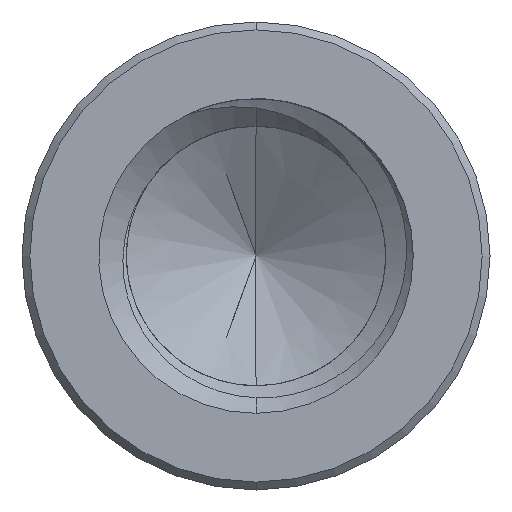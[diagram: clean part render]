
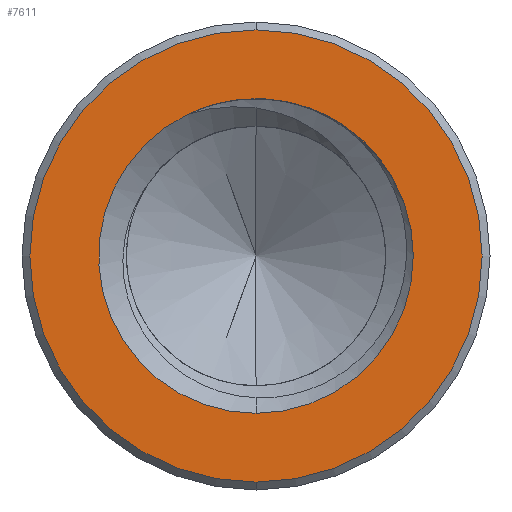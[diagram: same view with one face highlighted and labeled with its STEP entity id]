
A CAD part, front view. The second image highlights one B-rep face of the part: STEP entity #7611.
In plain terms, the highlighted planar face has unit normal (0, -1, 0).
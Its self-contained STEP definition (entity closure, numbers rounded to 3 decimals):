
#76 = EDGE_LOOP ( 'NONE', ( #7106, #4408 ) ) ;
#917 = CIRCLE ( 'NONE', #9167, 2.875 ) ;
#927 = CARTESIAN_POINT ( 'NONE',  ( 0., -16., -2. ) ) ;
#1106 = EDGE_CURVE ( 'NONE', #6042, #9069, #2298, .T. ) ;
#1817 = AXIS2_PLACEMENT_3D ( 'NONE', #8553, #6378, #2192 ) ;
#2138 = DIRECTION ( 'NONE',  ( 0., -1., 0. ) ) ;
#2192 = DIRECTION ( 'NONE',  ( 0., 0., 1. ) ) ;
#2238 = VERTEX_POINT ( 'NONE', #7762 ) ;
#2298 = CIRCLE ( 'NONE', #2388, 2. ) ;
#2306 = DIRECTION ( 'NONE',  ( 0., -1., 0. ) ) ;
#2334 = CARTESIAN_POINT ( 'NONE',  ( 0., -16., 0. ) ) ;
#2388 = AXIS2_PLACEMENT_3D ( 'NONE', #4046, #6976, #9038 ) ;
#3075 = CARTESIAN_POINT ( 'NONE',  ( 0., -16., 2.875 ) ) ;
#3175 = DIRECTION ( 'NONE',  ( 0., 1., 0. ) ) ;
#3295 = CARTESIAN_POINT ( 'NONE',  ( -0.874, -16., 1.799 ) ) ;
#3493 = AXIS2_PLACEMENT_3D ( 'NONE', #8833, #2306, #8745 ) ;
#3552 = CIRCLE ( 'NONE', #3493, 2.875 ) ;
#3863 = VERTEX_POINT ( 'NONE', #3075 ) ;
#4046 = CARTESIAN_POINT ( 'NONE',  ( 0., -16., 0. ) ) ;
#4137 = AXIS2_PLACEMENT_3D ( 'NONE', #5665, #4168, #8520 ) ;
#4168 = DIRECTION ( 'NONE',  ( 0., 1., 0. ) ) ;
#4289 = CARTESIAN_POINT ( 'NONE',  ( 0., -16., 0. ) ) ;
#4408 = ORIENTED_EDGE ( 'NONE', *, *, #4569, .T. ) ;
#4569 = EDGE_CURVE ( 'NONE', #5667, #3863, #917, .T. ) ;
#4617 = EDGE_CURVE ( 'NONE', #9069, #2238, #4660, .T. ) ;
#4660 = CIRCLE ( 'NONE', #1817, 2. ) ;
#4805 = AXIS2_PLACEMENT_3D ( 'NONE', #2334, #3175, #8805 ) ;
#5031 = EDGE_CURVE ( 'NONE', #3863, #5667, #3552, .T. ) ;
#5298 = ORIENTED_EDGE ( 'NONE', *, *, #8840, .T. ) ;
#5665 = CARTESIAN_POINT ( 'NONE',  ( 0., -16., 0. ) ) ;
#5667 = VERTEX_POINT ( 'NONE', #7061 ) ;
#6042 = VERTEX_POINT ( 'NONE', #927 ) ;
#6378 = DIRECTION ( 'NONE',  ( 0., 1., 0. ) ) ;
#6976 = DIRECTION ( 'NONE',  ( 0., 1., 0. ) ) ;
#7061 = CARTESIAN_POINT ( 'NONE',  ( 0., -16., -2.875 ) ) ;
#7106 = ORIENTED_EDGE ( 'NONE', *, *, #5031, .T. ) ;
#7169 = EDGE_LOOP ( 'NONE', ( #5298, #9037, #8378 ) ) ;
#7173 = FACE_BOUND ( 'NONE', #7169, .T. ) ;
#7226 = DIRECTION ( 'NONE',  ( 0., 0., 1. ) ) ;
#7499 = CIRCLE ( 'NONE', #4805, 2. ) ;
#7611 = ADVANCED_FACE ( 'NONE', ( #7173, #8822 ), #7749, .F. ) ;
#7749 = PLANE ( 'NONE',  #4137 ) ;
#7762 = CARTESIAN_POINT ( 'NONE',  ( 0.675, -16., 1.883 ) ) ;
#8378 = ORIENTED_EDGE ( 'NONE', *, *, #4617, .T. ) ;
#8520 = DIRECTION ( 'NONE',  ( 0., 0., 1. ) ) ;
#8553 = CARTESIAN_POINT ( 'NONE',  ( 0., -16., 0. ) ) ;
#8745 = DIRECTION ( 'NONE',  ( 0., 0., 1. ) ) ;
#8805 = DIRECTION ( 'NONE',  ( 0., 0., 1. ) ) ;
#8822 = FACE_OUTER_BOUND ( 'NONE', #76, .T. ) ;
#8833 = CARTESIAN_POINT ( 'NONE',  ( 0., -16., 0. ) ) ;
#8840 = EDGE_CURVE ( 'NONE', #2238, #6042, #7499, .T. ) ;
#9037 = ORIENTED_EDGE ( 'NONE', *, *, #1106, .T. ) ;
#9038 = DIRECTION ( 'NONE',  ( 0., 0., 1. ) ) ;
#9069 = VERTEX_POINT ( 'NONE', #3295 ) ;
#9167 = AXIS2_PLACEMENT_3D ( 'NONE', #4289, #2138, #7226 ) ;
